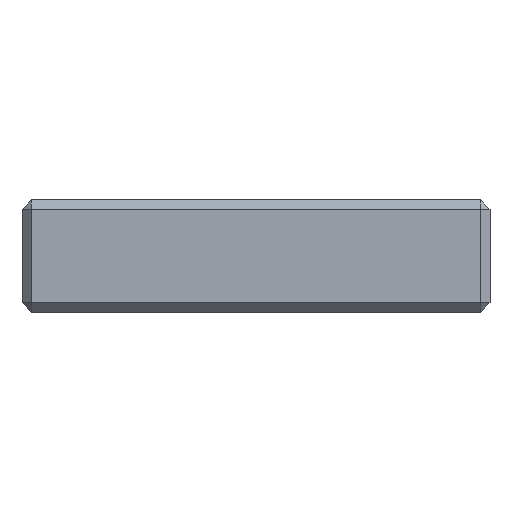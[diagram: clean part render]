
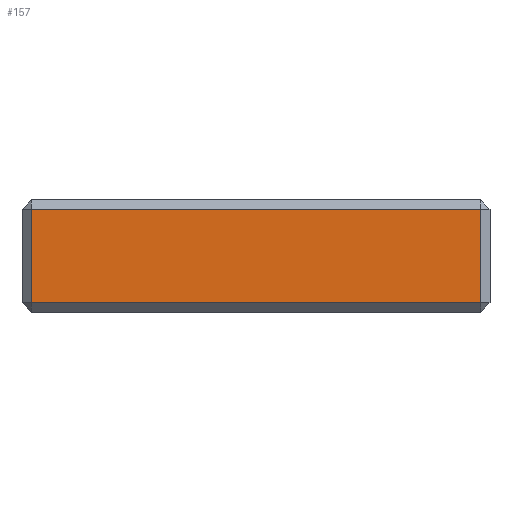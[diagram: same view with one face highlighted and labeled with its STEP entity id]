
A CAD part, front view. The second image highlights one B-rep face of the part: STEP entity #157.
In plain terms, the highlighted planar face has unit normal (0, -1, 0).
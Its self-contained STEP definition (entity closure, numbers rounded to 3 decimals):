
#157=ADVANCED_FACE('',(#429),#430,.T.);
#429=FACE_OUTER_BOUND('',#813,.T.);
#430=PLANE('',#814);
#813=EDGE_LOOP('',(#1246,#1247,#1248,#1249));
#814=AXIS2_PLACEMENT_3D('',#1250,#1251,#1252);
#1246=ORIENTED_EDGE('',*,*,#2164,.F.);
#1247=ORIENTED_EDGE('',*,*,#2201,.F.);
#1248=ORIENTED_EDGE('',*,*,#2202,.F.);
#1249=ORIENTED_EDGE('',*,*,#2203,.F.);
#1250=CARTESIAN_POINT('',(20.0,95.0,12.0));
#1251=DIRECTION('',(0.0,-1.0,0.0));
#1252=DIRECTION('',(0.0,0.0,-1.0));
#2164=EDGE_CURVE('',#2562,#2557,#2564,.T.);
#2201=EDGE_CURVE('',#2633,#2562,#2634,.T.);
#2202=EDGE_CURVE('',#2635,#2633,#2636,.T.);
#2203=EDGE_CURVE('',#2557,#2635,#2637,.T.);
#2557=VERTEX_POINT('',#3087);
#2562=VERTEX_POINT('',#3094);
#2564=LINE('',#3097,#3098);
#2633=VERTEX_POINT('',#3173);
#2634=LINE('',#3174,#3175);
#2635=VERTEX_POINT('',#3176);
#2636=LINE('',#3177,#3178);
#2637=LINE('',#3179,#3180);
#3087=CARTESIAN_POINT('',(19.0,95.0,11.0));
#3094=CARTESIAN_POINT('',(-29.0,95.0,11.0));
#3097=CARTESIAN_POINT('',(-5.0,95.0,11.0));
#3098=VECTOR('',#3736,1.0);
#3173=CARTESIAN_POINT('',(-29.0,95.0,1.0));
#3174=CARTESIAN_POINT('',(-29.0,95.0,12.0));
#3175=VECTOR('',#3827,1.0);
#3176=CARTESIAN_POINT('',(19.0,95.0,1.0));
#3177=CARTESIAN_POINT('',(-5.0,95.0,1.0));
#3178=VECTOR('',#3828,1.0);
#3179=CARTESIAN_POINT('',(19.0,95.0,12.0));
#3180=VECTOR('',#3829,1.0);
#3736=DIRECTION('',(1.0,0.0,0.0));
#3827=DIRECTION('',(0.0,0.0,1.0));
#3828=DIRECTION('',(-1.0,0.0,0.0));
#3829=DIRECTION('',(0.0,0.0,-1.0));
